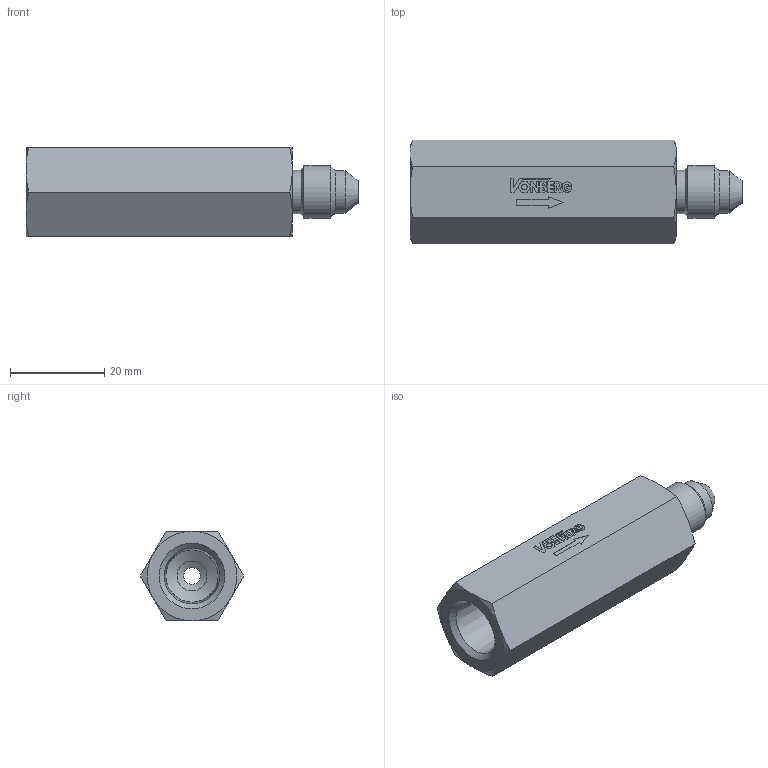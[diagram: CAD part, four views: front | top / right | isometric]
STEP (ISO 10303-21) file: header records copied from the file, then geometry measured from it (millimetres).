
FILE_DESCRIPTION((''),'2;1');
FILE_NAME('28051-102.stp','2015-02-13T15:05:29',('jml'),(''),'Autodesk Inventor 2010','Autodesk Inventor 2010','');
FILE_SCHEMA(('AUTOMOTIVE_DESIGN { 1 0 10303 214 1 1 1 1 }'));
Length unit declared in the file: inch
Products named in the file (1): 221373
Bounding box: 70.61 x 22 x 19.05 mm (x, y, z)
Volume: 16172 mm3; surface area: 6005.1 mm2
Topology: 1 solids, 1 shells, 132 faces, 329 edges, 213 vertices
Faces by surface type: plane 92, cylinder 18, cone 17, bspline 5
Full cylindrical faces by diameter (mm): 1.218 x1, 8.992 x1, 9.169 x1, 11.1 x1
Entity records: 3946 total; most frequent: CARTESIAN_POINT 786, ORIENTED_EDGE 622, DIRECTION 600, EDGE_CURVE 311, VECTOR 230, LINE 230, VERTEX_POINT 209, AXIS2_PLACEMENT_3D 185
